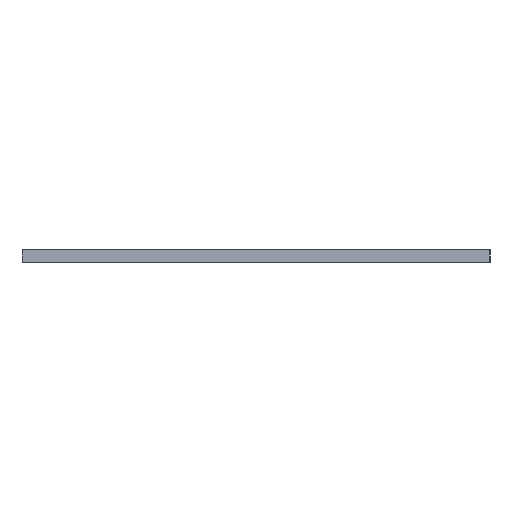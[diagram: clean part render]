
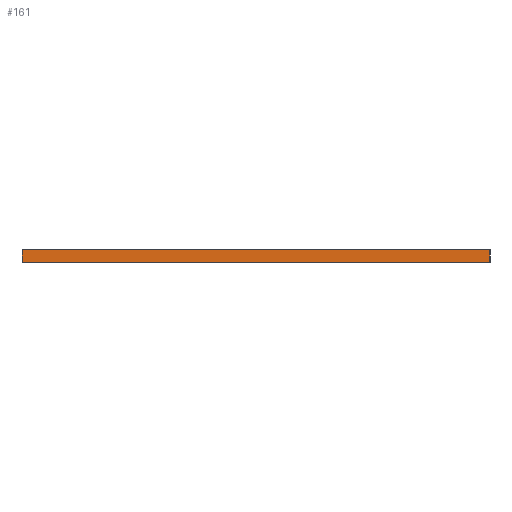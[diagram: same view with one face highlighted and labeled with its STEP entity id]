
A CAD part, left-side view. The second image highlights one B-rep face of the part: STEP entity #161.
In plain terms, the highlighted planar face has unit normal (-1, 0, 0).
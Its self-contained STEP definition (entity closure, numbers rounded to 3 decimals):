
#105=CARTESIAN_POINT('',(218.,405.,14.));
#106=VERTEX_POINT('',#105);
#113=CARTESIAN_POINT('',(218.,405.,16.));
#114=VERTEX_POINT('',#113);
#115=CARTESIAN_POINT('',(218.,405.,16.));
#116=DIRECTION('',(0.,0.,-1.));
#117=VECTOR('',#116,2.);
#118=LINE('',#115,#117);
#119=EDGE_CURVE('',#114,#106,#118,.T.);
#131=CARTESIAN_POINT('',(218.,367.5,16.));
#132=DIRECTION('',(1.,0.,0.));
#133=DIRECTION('',(0.,0.,-1.));
#134=AXIS2_PLACEMENT_3D('',#131,#132,#133);
#135=PLANE('',#134);
#136=CARTESIAN_POINT('',(218.,330.,14.));
#137=VERTEX_POINT('',#136);
#138=CARTESIAN_POINT('',(218.,405.,14.));
#139=DIRECTION('',(0.,-1.,0.));
#140=VECTOR('',#139,75.);
#141=LINE('',#138,#140);
#142=EDGE_CURVE('',#106,#137,#141,.T.);
#143=ORIENTED_EDGE('',*,*,#142,.T.);
#144=CARTESIAN_POINT('',(218.,330.,16.));
#145=VERTEX_POINT('',#144);
#146=CARTESIAN_POINT('',(218.,330.,16.));
#147=DIRECTION('',(0.,0.,-1.));
#148=VECTOR('',#147,2.);
#149=LINE('',#146,#148);
#150=EDGE_CURVE('',#145,#137,#149,.T.);
#151=ORIENTED_EDGE('',*,*,#150,.F.);
#152=CARTESIAN_POINT('',(218.,405.,16.));
#153=DIRECTION('',(0.,-1.,0.));
#154=VECTOR('',#153,75.);
#155=LINE('',#152,#154);
#156=EDGE_CURVE('',#114,#145,#155,.T.);
#157=ORIENTED_EDGE('',*,*,#156,.F.);
#158=ORIENTED_EDGE('',*,*,#119,.T.);
#159=EDGE_LOOP('',(#143,#151,#157,#158));
#160=FACE_BOUND('',#159,.T.);
#161=ADVANCED_FACE('',(#160),#135,.F.);
